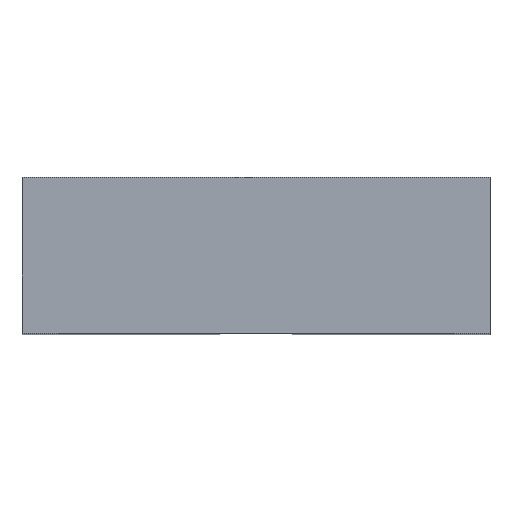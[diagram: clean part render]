
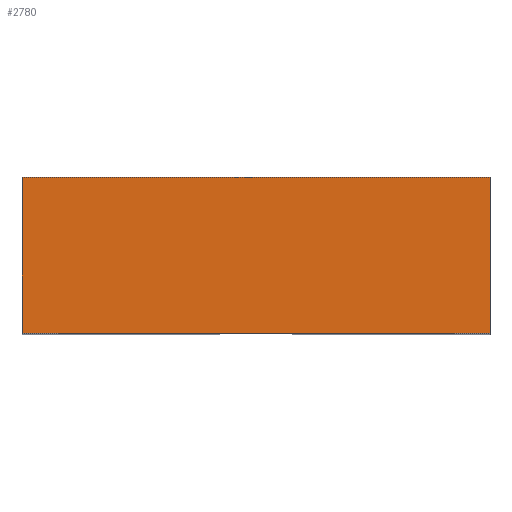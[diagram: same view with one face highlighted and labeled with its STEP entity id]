
A CAD part, top view. The second image highlights one B-rep face of the part: STEP entity #2780.
In plain terms, the highlighted face is planar.
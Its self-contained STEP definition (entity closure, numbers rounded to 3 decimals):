
#100=CARTESIAN_POINT('',(5.607,-9.175,
49.36));
#110=VERTEX_POINT('',#100);
#160=CARTESIAN_POINT('',(5.607,-9.175,
49.36));
#170=DIRECTION('',(1.,0.,0.));
#180=VECTOR('',#170,1.);
#190=LINE('',#160,#180);
#200=CARTESIAN_POINT('',(2.607,-9.175,
49.36));
#210=VERTEX_POINT('',#200);
#220=EDGE_CURVE('',#210,#110,#190,.T.);
#1320=CARTESIAN_POINT('',(5.607,-9.175,
58.36));
#1330=VERTEX_POINT('',#1320);
#1360=CARTESIAN_POINT('',(5.607,-9.175,
60.645));
#1370=DIRECTION('',(0.,0.,1.));
#1380=VECTOR('',#1370,1.);
#1390=LINE('',#1360,#1380);
#1400=EDGE_CURVE('',#110,#1330,#1390,.T.);
#2550=CARTESIAN_POINT('',(5.607,-9.175,
78.86));
#2560=DIRECTION('',(0.,1.,0.));
#2570=DIRECTION('',(0.,0.,-1.));
#2580=AXIS2_PLACEMENT_3D('',#2550,#2560,#2570);
#2590=PLANE('',#2580);
#2600=ORIENTED_EDGE('',*,*,#1400,.F.);
#2610=CARTESIAN_POINT('',(2.607,-9.175,
58.36));
#2620=DIRECTION('',(1.,0.,0.));
#2630=VECTOR('',#2620,1.);
#2640=LINE('',#2610,#2630);
#2650=CARTESIAN_POINT('',(2.607,-9.175,
58.36));
#2660=VERTEX_POINT('',#2650);
#2670=EDGE_CURVE('',#2660,#1330,#2640,.T.);
#2680=ORIENTED_EDGE('',*,*,#2670,.T.);
#2690=CARTESIAN_POINT('',(2.607,-9.175,
60.645));
#2700=DIRECTION('',(0.,0.,-1.));
#2710=VECTOR('',#2700,1.);
#2720=LINE('',#2690,#2710);
#2730=EDGE_CURVE('',#2660,#210,#2720,.T.);
#2740=ORIENTED_EDGE('',*,*,#2730,.F.);
#2750=ORIENTED_EDGE('',*,*,#220,.F.);
#2760=EDGE_LOOP('',(#2750,#2740,#2680,#2600));
#2770=FACE_OUTER_BOUND('',#2760,.T.);
#2780=ADVANCED_FACE('',(#2770),#2590,.T.);
